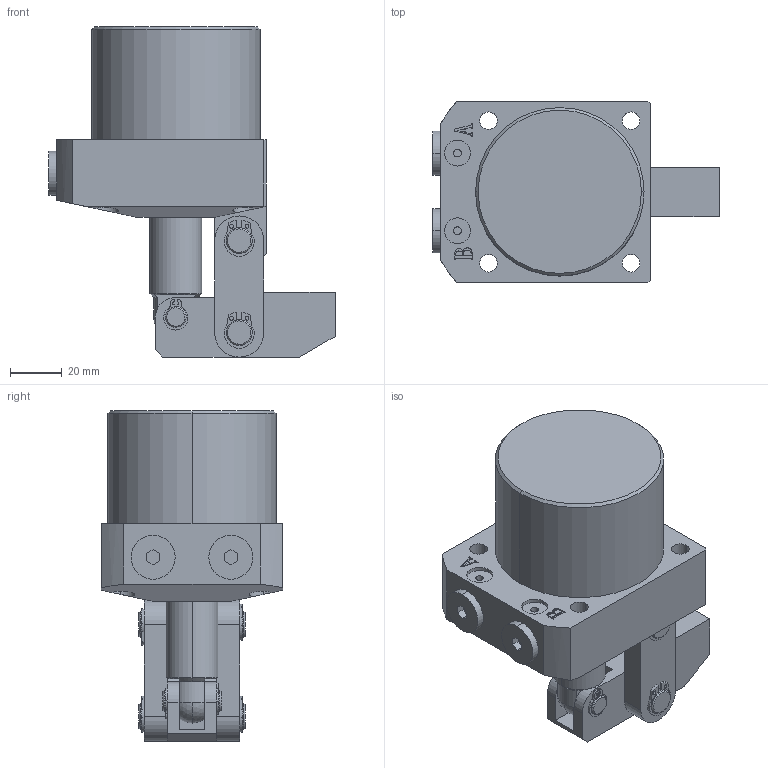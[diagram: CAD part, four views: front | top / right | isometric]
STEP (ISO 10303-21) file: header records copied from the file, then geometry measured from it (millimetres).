
FILE_DESCRIPTION (( 'STEP AP203' ), '1' );
FILE_NAME ('HLKA-50G.STEP', '2020-04-18T02:48:56', ( '微软用户' ), ( '微软中国' ), 'SwSTEP 2.0', 'SolidWorks 2012', '' );
FILE_SCHEMA (( 'CONFIG_CONTROL_DESIGN' ));
Length unit declared in the file: millimetre
Products named in the file (10): HLKA-50G; 囀鞠褒; circlips for shaft--type a large gb_GB_CONNECTING_PIECE_RING_RRA 10; circlips for shaft--type a small gb_GB_CONNECTING_PIECE_RING_RRA 8; HLKA-50酗种; HLKA-50揤旋; HLKA-50蟀裝; HLKA-50活塞杆; HLKA-50傻种; HLKA-50G掛极
Assembly tree (16 placements, depth 2):
  HLKA-50G
    HLKA-50G掛极
    HLKA-50傻种
    HLKA-50活塞杆
    HLKA-50蟀裝  x2
    HLKA-50揤旋
    HLKA-50酗种  x2
    circlips for shaft--type a small gb_GB_CONNECTING_PIECE_RING_RRA 8  x2
    circlips for shaft--type a large gb_GB_CONNECTING_PIECE_RING_RRA 10  x4
    囀鞠褒  x2
Bounding box: 110.5 x 70 x 127.5 mm (x, y, z)
Volume: 298659.7 mm3; surface area: 75050.8 mm2
Topology: 16 solids, 16 shells, 418 faces, 1034 edges, 681 vertices
Faces by surface type: cylinder 201, plane 173, cone 20, bspline 16, torus 6, sphere 2
Entity records: 10556 total; most frequent: CARTESIAN_POINT 2374, DIRECTION 1488, ORIENTED_EDGE 1404, EDGE_CURVE 702, AXIS2_PLACEMENT_3D 551, VERTEX_POINT 461, LINE 386, VECTOR 386
